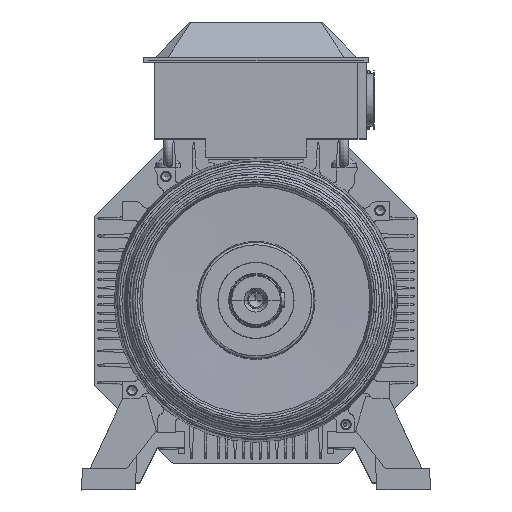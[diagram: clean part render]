
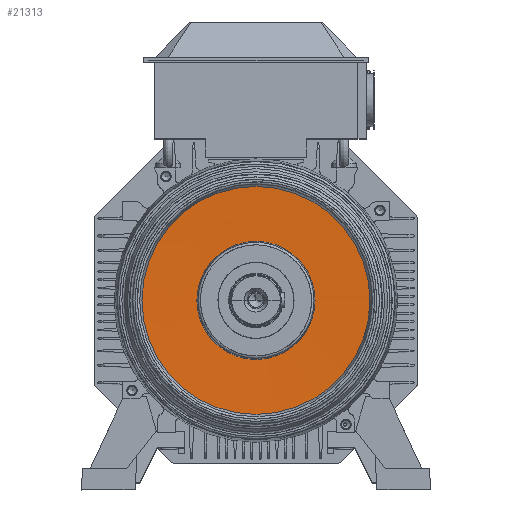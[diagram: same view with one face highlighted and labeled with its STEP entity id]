
A CAD part, top view. The second image highlights one B-rep face of the part: STEP entity #21313.
In plain terms, the highlighted conical face has half-angle 88.337 degrees and reference radius 135.836 mm.
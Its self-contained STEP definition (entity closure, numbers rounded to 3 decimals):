
#21313=ADVANCED_FACE('',(#22333,#22334),#21909,.T.);
#21909=CONICAL_SURFACE('',#44967,135.836,88.337);
#22333=FACE_BOUND('',#23504,.T.);
#22334=FACE_BOUND('',#23505,.T.);
#23504=EDGE_LOOP('',(#28060));
#23505=EDGE_LOOP('',(#28061));
#28060=ORIENTED_EDGE('',*,*,#39920,.T.);
#28061=ORIENTED_EDGE('',*,*,#39921,.T.);
#34267=VERTEX_POINT('',#78694);
#34268=VERTEX_POINT('',#78696);
#39920=EDGE_CURVE('',#34267,#34267,#42761,.T.);
#39921=EDGE_CURVE('',#34268,#34268,#42762,.T.);
#42761=CIRCLE('',#44965,135.836);
#42762=CIRCLE('',#44966,70.379);
#44965=AXIS2_PLACEMENT_3D('',#78693,#50857,#50858);
#44966=AXIS2_PLACEMENT_3D('',#78695,#50859,#50860);
#44967=AXIS2_PLACEMENT_3D('',#78697,#50861,#50862);
#50857=DIRECTION('',(0.,0.,-1.));
#50858=DIRECTION('',(-1.,0.,0.));
#50859=DIRECTION('',(0.,0.,1.));
#50860=DIRECTION('',(1.,0.,0.));
#50861=DIRECTION('',(0.,0.,1.));
#50862=DIRECTION('',(1.,0.,0.));
#78693=CARTESIAN_POINT('',(0.001,0.016,71.701));
#78694=CARTESIAN_POINT('',(-135.835,0.016,71.701));
#78695=CARTESIAN_POINT('',(0.001,0.015,69.801));
#78696=CARTESIAN_POINT('',(-70.379,0.015,69.801));
#78697=CARTESIAN_POINT('',(0.001,0.016,71.701));
